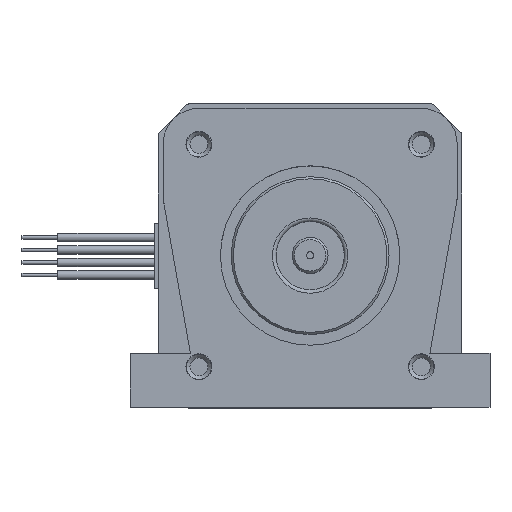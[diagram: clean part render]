
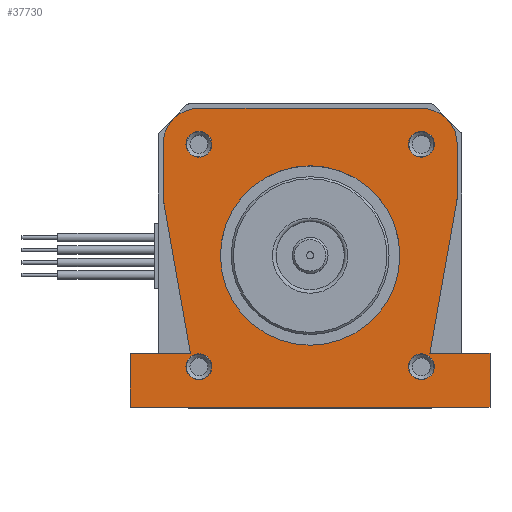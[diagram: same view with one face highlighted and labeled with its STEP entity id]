
A CAD part, top view. The second image highlights one B-rep face of the part: STEP entity #37730.
In plain terms, the highlighted planar face has unit normal (0, 0, 1).
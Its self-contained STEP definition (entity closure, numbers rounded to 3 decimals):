
#73=FACE_BOUND('',#8518,.T.);
#74=FACE_BOUND('',#8519,.T.);
#75=FACE_BOUND('',#8520,.T.);
#76=FACE_BOUND('',#8521,.T.);
#77=FACE_BOUND('',#8522,.T.);
#3929=PLANE('',#42305);
#6208=FACE_OUTER_BOUND('',#8517,.T.);
#8517=EDGE_LOOP('',(#34858,#34859,#34860,#34861,#34862,#34863,#34864,#34865,
#34866,#34867,#34868,#34869));
#8518=EDGE_LOOP('',(#34870));
#8519=EDGE_LOOP('',(#34871));
#8520=EDGE_LOOP('',(#34872));
#8521=EDGE_LOOP('',(#34873));
#8522=EDGE_LOOP('',(#34874));
#10749=CIRCLE('',#42268,5.);
#10757=CIRCLE('',#42279,5.);
#10762=CIRCLE('',#42288,12.5);
#10763=CIRCLE('',#42290,1.8);
#10764=CIRCLE('',#42292,1.8);
#10765=CIRCLE('',#42294,1.8);
#10766=CIRCLE('',#42296,1.8);
#13614=LINE('',#64608,#16496);
#13626=LINE('',#64647,#16508);
#13636=LINE('',#64685,#16518);
#13638=LINE('',#64689,#16520);
#13640=LINE('',#64692,#16522);
#13641=LINE('',#64694,#16523);
#13642=LINE('',#64697,#16524);
#13644=LINE('',#64701,#16526);
#13646=LINE('',#64705,#16528);
#13648=LINE('',#64708,#16530);
#16496=VECTOR('',#54102,10.);
#16508=VECTOR('',#54134,10.);
#16518=VECTOR('',#54178,10.);
#16520=VECTOR('',#54182,10.);
#16522=VECTOR('',#54186,10.);
#16523=VECTOR('',#54189,10.);
#16524=VECTOR('',#54192,10.);
#16526=VECTOR('',#54196,10.);
#16528=VECTOR('',#54200,10.);
#16530=VECTOR('',#54204,10.);
#19459=VERTEX_POINT('',#64595);
#19460=VERTEX_POINT('',#64596);
#19464=VERTEX_POINT('',#64606);
#19479=VERTEX_POINT('',#64640);
#19480=VERTEX_POINT('',#64641);
#19481=VERTEX_POINT('',#64646);
#19486=VERTEX_POINT('',#64662);
#19487=VERTEX_POINT('',#64666);
#19488=VERTEX_POINT('',#64670);
#19489=VERTEX_POINT('',#64674);
#19490=VERTEX_POINT('',#64678);
#19491=VERTEX_POINT('',#64682);
#19492=VERTEX_POINT('',#64684);
#19493=VERTEX_POINT('',#64688);
#19494=VERTEX_POINT('',#64696);
#19495=VERTEX_POINT('',#64700);
#19496=VERTEX_POINT('',#64704);
#24566=EDGE_CURVE('',#19459,#19460,#10749,.T.);
#24572=EDGE_CURVE('',#19459,#19464,#13614,.T.);
#24588=EDGE_CURVE('',#19479,#19480,#10757,.T.);
#24591=EDGE_CURVE('',#19481,#19480,#13626,.T.);
#24599=EDGE_CURVE('',#19486,#19486,#10762,.T.);
#24601=EDGE_CURVE('',#19487,#19487,#10763,.T.);
#24603=EDGE_CURVE('',#19488,#19488,#10764,.T.);
#24605=EDGE_CURVE('',#19489,#19489,#10765,.T.);
#24607=EDGE_CURVE('',#19490,#19490,#10766,.T.);
#24610=EDGE_CURVE('',#19492,#19491,#13636,.T.);
#24612=EDGE_CURVE('',#19493,#19492,#13638,.T.);
#24614=EDGE_CURVE('',#19464,#19493,#13640,.T.);
#24615=EDGE_CURVE('',#19479,#19460,#13641,.T.);
#24616=EDGE_CURVE('',#19494,#19481,#13642,.T.);
#24618=EDGE_CURVE('',#19495,#19494,#13644,.T.);
#24620=EDGE_CURVE('',#19496,#19495,#13646,.T.);
#24622=EDGE_CURVE('',#19491,#19496,#13648,.T.);
#34858=ORIENTED_EDGE('',*,*,#24566,.F.);
#34859=ORIENTED_EDGE('',*,*,#24572,.T.);
#34860=ORIENTED_EDGE('',*,*,#24614,.T.);
#34861=ORIENTED_EDGE('',*,*,#24612,.T.);
#34862=ORIENTED_EDGE('',*,*,#24610,.T.);
#34863=ORIENTED_EDGE('',*,*,#24622,.T.);
#34864=ORIENTED_EDGE('',*,*,#24620,.T.);
#34865=ORIENTED_EDGE('',*,*,#24618,.T.);
#34866=ORIENTED_EDGE('',*,*,#24616,.T.);
#34867=ORIENTED_EDGE('',*,*,#24591,.T.);
#34868=ORIENTED_EDGE('',*,*,#24588,.F.);
#34869=ORIENTED_EDGE('',*,*,#24615,.T.);
#34870=ORIENTED_EDGE('',*,*,#24607,.T.);
#34871=ORIENTED_EDGE('',*,*,#24605,.T.);
#34872=ORIENTED_EDGE('',*,*,#24603,.T.);
#34873=ORIENTED_EDGE('',*,*,#24601,.T.);
#34874=ORIENTED_EDGE('',*,*,#24599,.T.);
#37730=ADVANCED_FACE('',(#6208,#73,#74,#75,#76,#77),#3929,.T.);
#42268=AXIS2_PLACEMENT_3D('',#64597,#54092,#54093);
#42279=AXIS2_PLACEMENT_3D('',#64642,#54128,#54129);
#42288=AXIS2_PLACEMENT_3D('',#64663,#54152,#54153);
#42290=AXIS2_PLACEMENT_3D('',#64667,#54157,#54158);
#42292=AXIS2_PLACEMENT_3D('',#64671,#54162,#54163);
#42294=AXIS2_PLACEMENT_3D('',#64675,#54167,#54168);
#42296=AXIS2_PLACEMENT_3D('',#64679,#54172,#54173);
#42305=AXIS2_PLACEMENT_3D('',#64709,#54205,#54206);
#54092=DIRECTION('center_axis',(0.,0.,-1.));
#54093=DIRECTION('ref_axis',(-0.707,0.707,0.));
#54102=DIRECTION('',(0.,-1.,0.));
#54128=DIRECTION('center_axis',(0.,0.,-1.));
#54129=DIRECTION('ref_axis',(0.707,0.707,0.));
#54134=DIRECTION('',(0.,1.,0.));
#54152=DIRECTION('center_axis',(0.,0.,-1.));
#54153=DIRECTION('ref_axis',(1.,0.,0.));
#54157=DIRECTION('center_axis',(0.,0.,-1.));
#54158=DIRECTION('ref_axis',(1.,0.,0.));
#54162=DIRECTION('center_axis',(0.,0.,-1.));
#54163=DIRECTION('ref_axis',(1.,0.,0.));
#54167=DIRECTION('center_axis',(0.,0.,-1.));
#54168=DIRECTION('ref_axis',(1.,0.,0.));
#54172=DIRECTION('center_axis',(0.,0.,-1.));
#54173=DIRECTION('ref_axis',(1.,0.,0.));
#54178=DIRECTION('',(0.,-1.,0.));
#54182=DIRECTION('',(-1.,0.,0.));
#54186=DIRECTION('',(0.174,-0.985,0.));
#54189=DIRECTION('',(-1.,0.,0.));
#54192=DIRECTION('',(0.174,0.985,0.));
#54196=DIRECTION('',(-1.,0.,0.));
#54200=DIRECTION('',(0.,1.,0.));
#54204=DIRECTION('',(1.,0.,0.));
#54205=DIRECTION('center_axis',(0.,0.,1.));
#54206=DIRECTION('ref_axis',(1.,0.,0.));
#64595=CARTESIAN_POINT('',(4.563,36.65,10.));
#64596=CARTESIAN_POINT('',(9.563,41.65,10.));
#64597=CARTESIAN_POINT('Origin',(9.563,36.65,10.));
#64606=CARTESIAN_POINT('',(4.563,29.166,10.));
#64608=CARTESIAN_POINT('',(4.563,29.166,10.));
#64640=CARTESIAN_POINT('',(40.563,41.65,10.));
#64641=CARTESIAN_POINT('',(45.563,36.65,10.));
#64642=CARTESIAN_POINT('Origin',(40.563,36.65,10.));
#64646=CARTESIAN_POINT('',(45.563,29.166,10.));
#64647=CARTESIAN_POINT('',(45.563,41.65,10.));
#64662=CARTESIAN_POINT('',(12.563,21.15,10.));
#64663=CARTESIAN_POINT('Origin',(25.063,21.15,10.));
#64666=CARTESIAN_POINT('',(7.763,5.65,10.));
#64667=CARTESIAN_POINT('Origin',(9.563,5.65,10.));
#64670=CARTESIAN_POINT('',(38.763,5.65,10.));
#64671=CARTESIAN_POINT('Origin',(40.563,5.65,10.));
#64674=CARTESIAN_POINT('',(7.763,36.65,10.));
#64675=CARTESIAN_POINT('Origin',(9.563,36.65,10.));
#64678=CARTESIAN_POINT('',(38.763,36.65,10.));
#64679=CARTESIAN_POINT('Origin',(40.563,36.65,10.));
#64682=CARTESIAN_POINT('',(0.,0.,10.));
#64684=CARTESIAN_POINT('',(0.,7.5,10.));
#64685=CARTESIAN_POINT('',(0.,0.,10.));
#64688=CARTESIAN_POINT('',(8.383,7.5,10.));
#64689=CARTESIAN_POINT('',(0.,7.5,10.));
#64692=CARTESIAN_POINT('',(8.383,7.5,10.));
#64694=CARTESIAN_POINT('',(4.563,41.65,10.));
#64696=CARTESIAN_POINT('',(41.742,7.5,10.));
#64697=CARTESIAN_POINT('',(45.563,29.166,10.));
#64700=CARTESIAN_POINT('',(50.125,7.5,10.));
#64701=CARTESIAN_POINT('',(41.742,7.5,10.));
#64704=CARTESIAN_POINT('',(50.125,0.,10.));
#64705=CARTESIAN_POINT('',(50.125,7.5,10.));
#64708=CARTESIAN_POINT('',(0.,0.,10.));
#64709=CARTESIAN_POINT('Origin',(25.063,20.825,10.));
